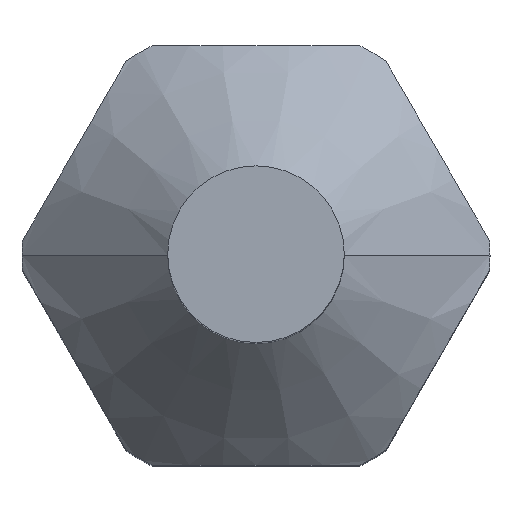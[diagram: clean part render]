
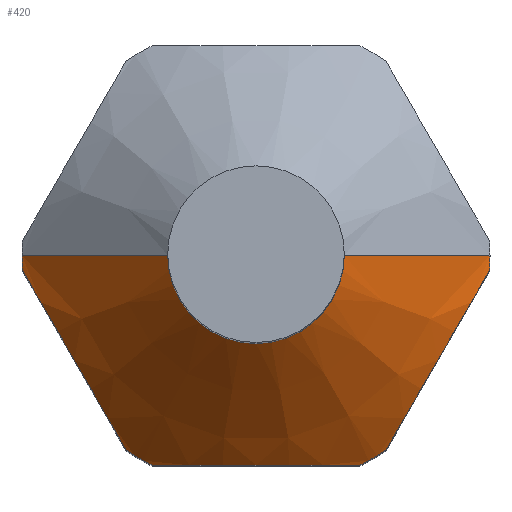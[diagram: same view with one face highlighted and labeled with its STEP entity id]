
A CAD part, top view. The second image highlights one B-rep face of the part: STEP entity #420.
In plain terms, the highlighted conical face has half-angle 45 degrees and reference radius 7.3 mm.
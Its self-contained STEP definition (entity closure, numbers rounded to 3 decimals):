
#238=EDGE_CURVE('',#496,#548,#624,.T.);
#240=EDGE_CURVE('',#528,#548,#626,.T.);
#246=EDGE_CURVE('',#414,#372,#633,.T.);
#286=EDGE_CURVE('',#344,#314,#679,.T.);
#288=EDGE_CURVE('',#384,#334,#681,.T.);
#292=VERTEX_POINT('',#687);
#310=EDGE_CURVE('',#292,#314,#708,.T.);
#314=VERTEX_POINT('',#712);
#326=EDGE_CURVE('',#344,#334,#726,.T.);
#334=VERTEX_POINT('',#734);
#344=VERTEX_POINT('',#745);
#360=EDGE_CURVE('',#384,#372,#761,.T.);
#372=VERTEX_POINT('',#774);
#384=VERTEX_POINT('',#786);
#414=VERTEX_POINT('',#820);
#418=EDGE_CURVE('',#414,#496,#825,.T.);
#420=ADVANCED_FACE('',(#827),#828,.T.);
#496=VERTEX_POINT('',#913);
#528=VERTEX_POINT('',#947);
#548=VERTEX_POINT('',#971);
#570=EDGE_CURVE('',#528,#292,#994,.T.);
#624=LINE('',#1069,#1070);
#626=CIRCLE('',#1073,4.0);
#633=(B_SPLINE_CURVE(2,(#1092,#1093,#1094),.UNSPECIFIED.,.F.,.F.)B_SPLINE_CURVE_WITH_KNOTS((3,3),(0.0,9.658),.UNSPECIFIED.)RATIONAL_B_SPLINE_CURVE((1.0,1.116,1.0))BOUNDED_CURVE()REPRESENTATION_ITEM('')GEOMETRIC_REPRESENTATION_ITEM()CURVE());
#679=(B_SPLINE_CURVE(2,(#1155,#1156,#1157),.UNSPECIFIED.,.F.,.F.)B_SPLINE_CURVE_WITH_KNOTS((3,3),(0.0,9.658),.UNSPECIFIED.)RATIONAL_B_SPLINE_CURVE((1.0,1.116,1.0))BOUNDED_CURVE()REPRESENTATION_ITEM('')GEOMETRIC_REPRESENTATION_ITEM()CURVE());
#681=(B_SPLINE_CURVE(2,(#1167,#1168,#1169),.UNSPECIFIED.,.F.,.F.)B_SPLINE_CURVE_WITH_KNOTS((3,3),(0.0,9.658),.UNSPECIFIED.)RATIONAL_B_SPLINE_CURVE((1.0,1.116,1.0))BOUNDED_CURVE()REPRESENTATION_ITEM('')GEOMETRIC_REPRESENTATION_ITEM()CURVE());
#687=CARTESIAN_POINT('',(-10.6,0.,25.4));
#708=CIRCLE('',#1211,10.6);
#712=CARTESIAN_POINT('',(-10.578,-0.678,25.4));
#726=CIRCLE('',#1242,10.6);
#734=CARTESIAN_POINT('',(-4.702,-9.5,25.4));
#745=CARTESIAN_POINT('',(-5.876,-8.822,25.4));
#761=CIRCLE('',#1299,10.6);
#774=CARTESIAN_POINT('',(5.876,-8.822,25.4));
#786=CARTESIAN_POINT('',(4.702,-9.5,25.4));
#820=CARTESIAN_POINT('',(10.578,-0.678,25.4));
#825=CIRCLE('',#1391,10.6);
#827=FACE_OUTER_BOUND('',#1393,.T.);
#828=CONICAL_SURFACE('',#1394,7.3,0.785);
#913=CARTESIAN_POINT('',(10.6,0.,25.4));
#947=CARTESIAN_POINT('',(-4.0,0.,32.0));
#971=CARTESIAN_POINT('',(4.0,0.,32.0));
#994=LINE('',#1693,#1694);
#1069=CARTESIAN_POINT('',(7.3,0.,28.7));
#1070=VECTOR('',#1723,1.0);
#1073=AXIS2_PLACEMENT_3D('',#1724,#1725,#1726);
#1092=CARTESIAN_POINT('',(10.578,-0.678,25.4));
#1093=CARTESIAN_POINT('',(8.227,-4.75,27.486));
#1094=CARTESIAN_POINT('',(5.876,-8.822,25.4));
#1155=CARTESIAN_POINT('',(-5.876,-8.822,25.4));
#1156=CARTESIAN_POINT('',(-8.227,-4.75,27.486));
#1157=CARTESIAN_POINT('',(-10.578,-0.678,25.4));
#1167=CARTESIAN_POINT('',(4.702,-9.5,25.4));
#1168=CARTESIAN_POINT('',(0.,-9.5,27.486));
#1169=CARTESIAN_POINT('',(-4.702,-9.5,25.4));
#1211=AXIS2_PLACEMENT_3D('',#1850,#1851,#1852);
#1242=AXIS2_PLACEMENT_3D('',#1876,#1877,#1878);
#1299=AXIS2_PLACEMENT_3D('',#1905,#1906,#1907);
#1391=AXIS2_PLACEMENT_3D('',#1979,#1980,#1981);
#1393=EDGE_LOOP('',(#1983,#1984,#1985,#1986,#1987,#1988,#1989,#1990,#1991,#1992));
#1394=AXIS2_PLACEMENT_3D('',#1993,#1994,#1995);
#1693=CARTESIAN_POINT('',(-7.3,0.,28.7));
#1694=VECTOR('',#2175,1.0);
#1723=DIRECTION('',(-0.707,0.,0.707));
#1724=CARTESIAN_POINT('',(0.,0.,32.0));
#1725=DIRECTION('',(0.,0.,1.0));
#1726=DIRECTION('',(-1.0,0.,0.0));
#1850=CARTESIAN_POINT('',(0.,0.,25.4));
#1851=DIRECTION('',(0.,0.,1.0));
#1852=DIRECTION('',(-1.0,0.,0.));
#1876=CARTESIAN_POINT('',(0.,0.,25.4));
#1877=DIRECTION('',(0.,0.,1.0));
#1878=DIRECTION('',(-1.0,0.,0.));
#1905=CARTESIAN_POINT('',(0.,0.,25.4));
#1906=DIRECTION('',(0.,0.,1.0));
#1907=DIRECTION('',(-1.0,0.,0.));
#1979=CARTESIAN_POINT('',(0.,0.,25.4));
#1980=DIRECTION('',(0.,0.,1.0));
#1981=DIRECTION('',(-1.0,0.,0.));
#1983=ORIENTED_EDGE('',*,*,#570,.T.);
#1984=ORIENTED_EDGE('',*,*,#310,.T.);
#1985=ORIENTED_EDGE('',*,*,#286,.F.);
#1986=ORIENTED_EDGE('',*,*,#326,.T.);
#1987=ORIENTED_EDGE('',*,*,#288,.F.);
#1988=ORIENTED_EDGE('',*,*,#360,.T.);
#1989=ORIENTED_EDGE('',*,*,#246,.F.);
#1990=ORIENTED_EDGE('',*,*,#418,.T.);
#1991=ORIENTED_EDGE('',*,*,#238,.T.);
#1992=ORIENTED_EDGE('',*,*,#240,.F.);
#1993=CARTESIAN_POINT('',(0.,0.,28.7));
#1994=DIRECTION('',(0.,0.,-1.0));
#1995=DIRECTION('',(-1.0,0.,0.));
#2175=DIRECTION('',(-0.707,0.,-0.707));
